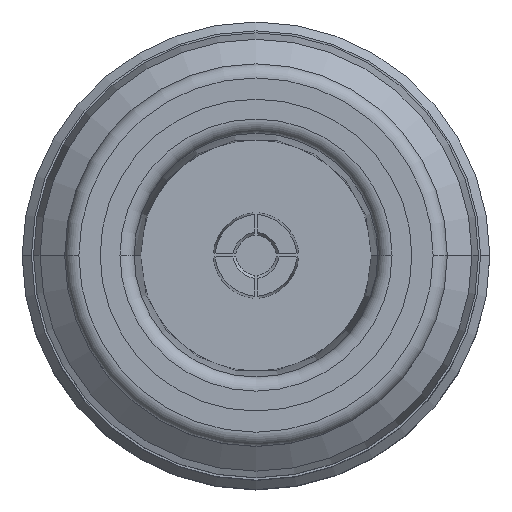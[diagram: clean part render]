
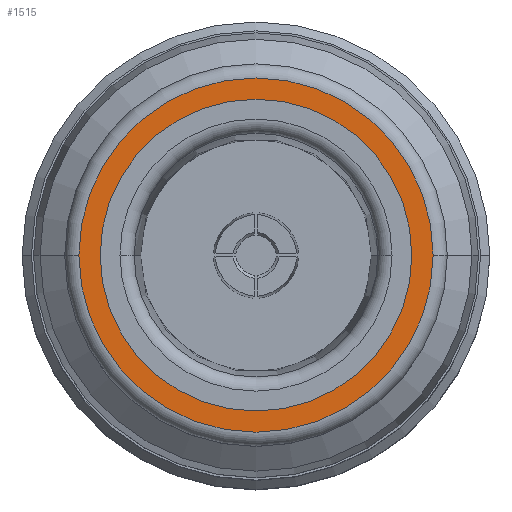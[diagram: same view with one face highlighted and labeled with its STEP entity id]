
A CAD part, top view. The second image highlights one B-rep face of the part: STEP entity #1515.
In plain terms, the highlighted planar face has unit normal (0, 0, 1).
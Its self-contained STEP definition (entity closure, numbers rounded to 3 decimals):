
#157 = VERTEX_POINT ( 'NONE', #2523 ) ;
#189 = CIRCLE ( 'NONE', #2204, 6.25 ) ;
#511 = EDGE_LOOP ( 'NONE', ( #3329, #2606 ) ) ;
#515 = AXIS2_PLACEMENT_3D ( 'NONE', #1542, #1541, #1530 ) ;
#673 = DIRECTION ( 'NONE',  ( 1., 0., 0. ) ) ;
#676 = DIRECTION ( 'NONE',  ( 0., 0., 1. ) ) ;
#679 = CARTESIAN_POINT ( 'NONE',  ( 0., 0., 0. ) ) ;
#831 = ORIENTED_EDGE ( 'NONE', *, *, #1843, .T. ) ;
#1093 = DIRECTION ( 'NONE',  ( 1., 0., 0. ) ) ;
#1097 = DIRECTION ( 'NONE',  ( 0., 0., 1. ) ) ;
#1098 = CARTESIAN_POINT ( 'NONE',  ( 0., 0., 0. ) ) ;
#1120 = CIRCLE ( 'NONE', #1410, 5.5 ) ;
#1147 = DIRECTION ( 'NONE',  ( 1., 0., 0. ) ) ;
#1150 = DIRECTION ( 'NONE',  ( 0., 0., 1. ) ) ;
#1153 = CARTESIAN_POINT ( 'NONE',  ( 0., 0., 0. ) ) ;
#1270 = CARTESIAN_POINT ( 'NONE',  ( 6.25, 0., 0. ) ) ;
#1290 = DIRECTION ( 'NONE',  ( 1., 0., 0. ) ) ;
#1296 = DIRECTION ( 'NONE',  ( 0., 0., 1. ) ) ;
#1304 = CARTESIAN_POINT ( 'NONE',  ( 0., 0., 0. ) ) ;
#1410 = AXIS2_PLACEMENT_3D ( 'NONE', #1304, #1296, #1290 ) ;
#1442 = VERTEX_POINT ( 'NONE', #1746 ) ;
#1493 = FACE_BOUND ( 'NONE', #511, .T. ) ;
#1515 = ADVANCED_FACE ( 'NONE', ( #1493, #2919 ), #1650, .F. ) ;
#1530 = DIRECTION ( 'NONE',  ( -1., 0., 0. ) ) ;
#1541 = DIRECTION ( 'NONE',  ( 0., 0., -1. ) ) ;
#1542 = CARTESIAN_POINT ( 'NONE',  ( 0., 0., 0. ) ) ;
#1601 = AXIS2_PLACEMENT_3D ( 'NONE', #1153, #1150, #1147 ) ;
#1650 = PLANE ( 'NONE',  #515 ) ;
#1712 = VERTEX_POINT ( 'NONE', #1270 ) ;
#1746 = CARTESIAN_POINT ( 'NONE',  ( -5.5, 0., 0. ) ) ;
#1801 = EDGE_LOOP ( 'NONE', ( #2056, #831 ) ) ;
#1843 = EDGE_CURVE ( 'NONE', #2477, #1712, #189, .T. ) ;
#1918 = CIRCLE ( 'NONE', #2585, 5.5 ) ;
#2056 = ORIENTED_EDGE ( 'NONE', *, *, #2887, .T. ) ;
#2204 = AXIS2_PLACEMENT_3D ( 'NONE', #679, #676, #673 ) ;
#2447 = CARTESIAN_POINT ( 'NONE',  ( -6.25, 0., 0. ) ) ;
#2477 = VERTEX_POINT ( 'NONE', #2447 ) ;
#2523 = CARTESIAN_POINT ( 'NONE',  ( 5.5, 0., 0. ) ) ;
#2585 = AXIS2_PLACEMENT_3D ( 'NONE', #1098, #1097, #1093 ) ;
#2606 = ORIENTED_EDGE ( 'NONE', *, *, #2825, .F. ) ;
#2825 = EDGE_CURVE ( 'NONE', #1442, #157, #1120, .T. ) ;
#2887 = EDGE_CURVE ( 'NONE', #1712, #2477, #3322, .T. ) ;
#2911 = EDGE_CURVE ( 'NONE', #157, #1442, #1918, .T. ) ;
#2919 = FACE_OUTER_BOUND ( 'NONE', #1801, .T. ) ;
#3322 = CIRCLE ( 'NONE', #1601, 6.25 ) ;
#3329 = ORIENTED_EDGE ( 'NONE', *, *, #2911, .F. ) ;
